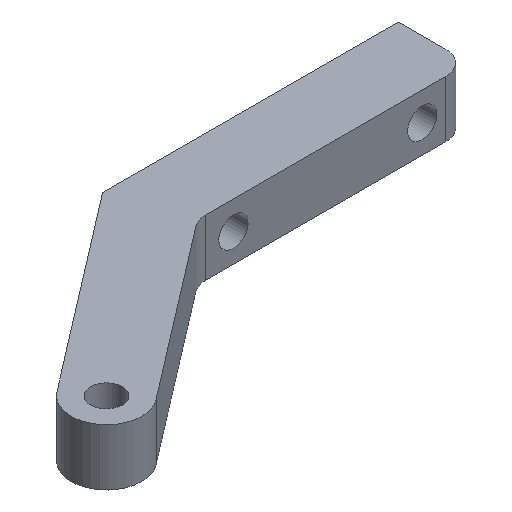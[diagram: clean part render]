
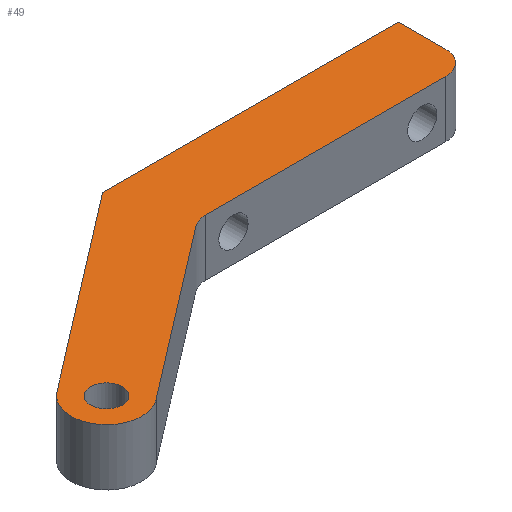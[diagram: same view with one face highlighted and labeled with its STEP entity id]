
A CAD part, isometric view. The second image highlights one B-rep face of the part: STEP entity #49.
In plain terms, the highlighted planar face has unit normal (0, 0, 1).
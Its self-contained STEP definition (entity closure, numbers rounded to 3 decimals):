
#49=ADVANCED_FACE('',(#102,#103),#104,.F.);
#102=FACE_BOUND('',#157,.T.);
#103=FACE_OUTER_BOUND('',#158,.T.);
#104=PLANE('',#159);
#157=EDGE_LOOP('',(#230));
#158=EDGE_LOOP('',(#231,#232,#233,#234,#235,#236,#237,#238));
#159=AXIS2_PLACEMENT_3D('',#239,#240,#241);
#230=ORIENTED_EDGE('',*,*,#321,.T.);
#231=ORIENTED_EDGE('',*,*,#317,.F.);
#232=ORIENTED_EDGE('',*,*,#322,.T.);
#233=ORIENTED_EDGE('',*,*,#302,.F.);
#234=ORIENTED_EDGE('',*,*,#323,.F.);
#235=ORIENTED_EDGE('',*,*,#314,.F.);
#236=ORIENTED_EDGE('',*,*,#324,.F.);
#237=ORIENTED_EDGE('',*,*,#325,.F.);
#238=ORIENTED_EDGE('',*,*,#307,.T.);
#239=CARTESIAN_POINT('',(480.326,233.812,56.));
#240=DIRECTION('',(0.,0.,-1.0));
#241=DIRECTION('',(0.001,1.,0.));
#302=EDGE_CURVE('',#349,#350,#351,.T.);
#307=EDGE_CURVE('',#358,#359,#360,.T.);
#314=EDGE_CURVE('',#370,#372,#373,.T.);
#317=EDGE_CURVE('',#376,#359,#377,.T.);
#321=EDGE_CURVE('',#382,#382,#383,.T.);
#322=EDGE_CURVE('',#376,#350,#384,.F.);
#323=EDGE_CURVE('',#372,#349,#385,.T.);
#324=EDGE_CURVE('',#386,#370,#387,.T.);
#325=EDGE_CURVE('',#358,#386,#388,.T.);
#349=VERTEX_POINT('',#414);
#350=VERTEX_POINT('',#415);
#351=LINE('',#416,#417);
#358=VERTEX_POINT('',#427);
#359=VERTEX_POINT('',#428);
#360=CIRCLE('',#429,5.);
#370=VERTEX_POINT('',#442);
#372=VERTEX_POINT('',#445);
#373=LINE('',#446,#447);
#376=VERTEX_POINT('',#451);
#377=LINE('',#452,#453);
#382=VERTEX_POINT('',#460);
#383=CIRCLE('',#461,3.375);
#384=CIRCLE('',#462,5.);
#385=LINE('',#463,#464);
#386=VERTEX_POINT('',#465);
#387=CIRCLE('',#466,7.5);
#388=LINE('',#467,#468);
#414=CARTESIAN_POINT('',(579.99,271.472,56.));
#415=CARTESIAN_POINT('',(579.98,261.472,56.));
#416=CARTESIAN_POINT('',(579.99,271.472,56.));
#417=VECTOR('',#498,1.0);
#427=CARTESIAN_POINT('',(520.974,255.494,56.));
#428=CARTESIAN_POINT('',(524.018,256.525,56.));
#429=AXIS2_PLACEMENT_3D('',#502,#503,#504);
#442=CARTESIAN_POINT('',(475.766,239.767,56.));
#445=CARTESIAN_POINT('',(517.244,271.531,56.));
#446=CARTESIAN_POINT('',(475.766,239.767,56.));
#447=VECTOR('',#512,1.0);
#451=CARTESIAN_POINT('',(574.975,256.476,56.));
#452=CARTESIAN_POINT('',(579.975,256.472,56.));
#453=VECTOR('',#514,1.0);
#460=CARTESIAN_POINT('',(476.951,233.815,56.));
#461=AXIS2_PLACEMENT_3D('',#517,#518,#519);
#462=AXIS2_PLACEMENT_3D('',#520,#521,#522);
#463=CARTESIAN_POINT('',(517.244,271.531,56.));
#464=VECTOR('',#523,1.0);
#465=CARTESIAN_POINT('',(484.886,227.858,56.));
#466=AXIS2_PLACEMENT_3D('',#524,#525,#526);
#467=CARTESIAN_POINT('',(522.321,256.526,56.));
#468=VECTOR('',#527,1.0);
#498=DIRECTION('',(-0.001,-1.,0.));
#502=CARTESIAN_POINT('',(524.014,251.525,56.));
#503=DIRECTION('',(0.,0.,-1.0));
#504=DIRECTION('',(-1.,0.001,0.));
#512=DIRECTION('',(0.794,0.608,0.));
#514=DIRECTION('',(-1.,0.001,0.));
#517=CARTESIAN_POINT('',(480.326,233.812,56.));
#518=DIRECTION('',(0.,0.,-1.0));
#519=DIRECTION('',(-1.,0.001,0.));
#520=CARTESIAN_POINT('',(574.98,261.476,56.));
#521=DIRECTION('',(0.,0.,-1.0));
#522=DIRECTION('',(-1.,0.001,0.));
#523=DIRECTION('',(1.,-0.001,0.));
#524=CARTESIAN_POINT('',(480.326,233.812,56.));
#525=DIRECTION('',(0.,0.,-1.0));
#526=DIRECTION('',(-1.,0.001,0.));
#527=DIRECTION('',(-0.794,-0.608,0.));
